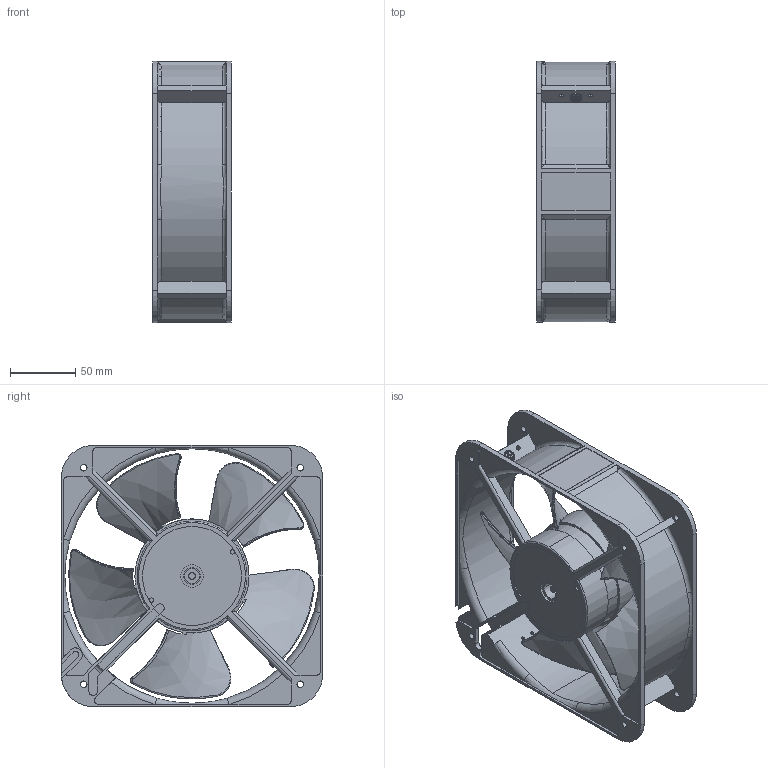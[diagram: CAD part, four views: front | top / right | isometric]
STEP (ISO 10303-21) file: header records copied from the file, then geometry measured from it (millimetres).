
FILE_DESCRIPTION((''),'2;1');
FILE_NAME('ASM0009_ASM','2024-12-25T16:40:45',('Administrator'),(''),'CREO PARAMETRIC BY PTC INC, 2019010','CREO PARAMETRIC BY PTC INC, 2019010','');
FILE_SCHEMA(('CONFIG_CONTROL_DESIGN'));
Length unit declared in the file: millimetre
Products named in the file (3): PRT0009; PRT0010; ASM0009_ASM
Assembly tree (2 placements, depth 2):
  ASM0009_ASM
    PRT0009
    PRT0010
Bounding box: 60.5 x 200.5 x 200.5 mm (x, y, z)
Volume: 417038 mm3; surface area: 235523.4 mm2
Topology: 2 solids, 2 shells, 655 faces, 1762 edges, 1155 vertices
Faces by surface type: plane 312, cylinder 138, bspline 100, extrusion 60, torus 39, cone 6
Entity records: 33721 total; most frequent: CARTESIAN_POINT 17952, ORIENTED_EDGE 3524, DIRECTION 2779, EDGE_CURVE 1762, VERTEX_POINT 1155, VECTOR 983, LINE 923, AXIS2_PLACEMENT_3D 898
